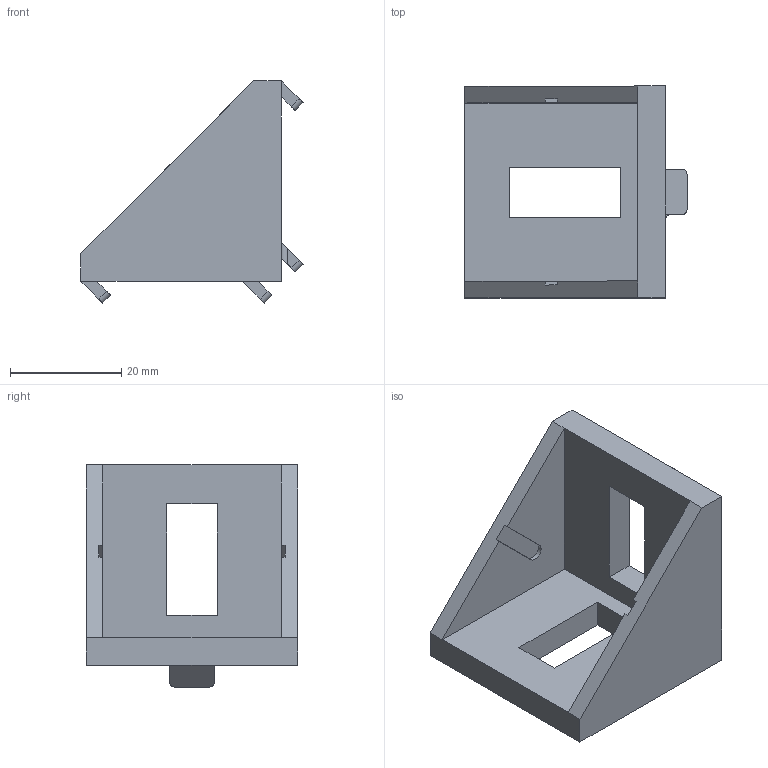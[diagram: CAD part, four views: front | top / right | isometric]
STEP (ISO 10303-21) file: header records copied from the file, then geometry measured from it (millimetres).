
FILE_DESCRIPTION(/* description */ ('Unknown'),/* implementation_level */ '2;1');
FILE_NAME(/* name */ 'Corner_bracket_I_type',/* time_stamp */ '2023-03-05T10:06:01+01:00',/* author */ ('Unknown'),/* organization */ ('Unknown'),/* preprocessor_version */ 'ST-DEVELOPER v18.1',/* originating_system */ 'Solid Edge',/* authorisation */ 'Unknown');
FILE_SCHEMA (('AUTOMOTIVE_DESIGN {1 0 10303 214 3 1 1}'));
Length unit declared in the file: millimetre
Products named in the file (1): Corner_40x40mm_mir111
Bounding box: 39.89 x 38 x 39.89 mm (x, y, z)
Volume: 14044.9 mm3; surface area: 8172.2 mm2
Topology: 1 solids, 1 shells, 57 faces, 151 edges, 98 vertices
Faces by surface type: plane 46, cylinder 11
Entity records: 1781 total; most frequent: CARTESIAN_POINT 307, ORIENTED_EDGE 302, DIRECTION 289, EDGE_CURVE 151, LINE 129, VECTOR 129, VERTEX_POINT 98, AXIS2_PLACEMENT_3D 80
